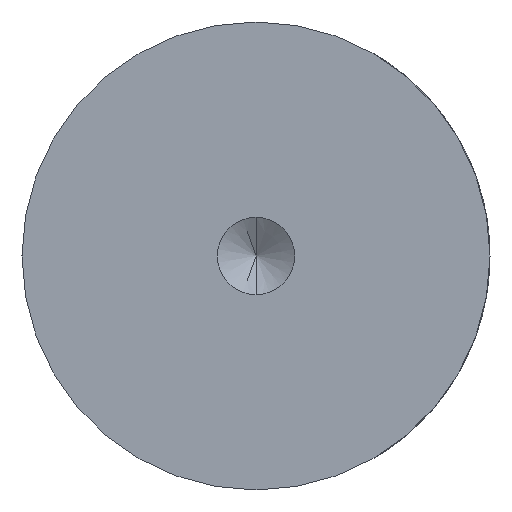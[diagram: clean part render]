
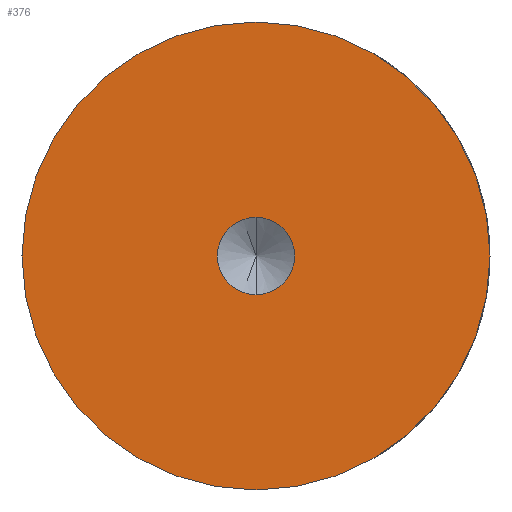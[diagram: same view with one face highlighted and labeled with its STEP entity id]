
A CAD part, front view. The second image highlights one B-rep face of the part: STEP entity #376.
In plain terms, the highlighted planar face has unit normal (0, -1, 0).
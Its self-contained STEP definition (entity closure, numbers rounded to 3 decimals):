
#1 = CARTESIAN_POINT ( 'NONE',  ( 0., 0., 0. ) ) ;
#43 = FACE_BOUND ( 'NONE', #396, .T. ) ;
#74 = CIRCLE ( 'NONE', #306, 1.65 ) ;
#108 = CARTESIAN_POINT ( 'NONE',  ( -10., 0., 0. ) ) ;
#112 = EDGE_LOOP ( 'NONE', ( #168, #831 ) ) ;
#118 = DIRECTION ( 'NONE',  ( 0., -1., 0. ) ) ;
#168 = ORIENTED_EDGE ( 'NONE', *, *, #409, .T. ) ;
#174 = ORIENTED_EDGE ( 'NONE', *, *, #326, .F. ) ;
#201 = CIRCLE ( 'NONE', #484, 10. ) ;
#206 = DIRECTION ( 'NONE',  ( 0., -1., 0. ) ) ;
#276 = CIRCLE ( 'NONE', #799, 1.65 ) ;
#306 = AXIS2_PLACEMENT_3D ( 'NONE', #582, #643, #650 ) ;
#325 = DIRECTION ( 'NONE',  ( 1., 0., 0. ) ) ;
#326 = EDGE_CURVE ( 'NONE', #565, #459, #276, .T. ) ;
#376 = ADVANCED_FACE ( 'NONE', ( #43, #690 ), #473, .T. ) ;
#387 = DIRECTION ( 'NONE',  ( 1., 0., 0. ) ) ;
#396 = EDGE_LOOP ( 'NONE', ( #746, #174 ) ) ;
#409 = EDGE_CURVE ( 'NONE', #692, #415, #507, .T. ) ;
#412 = CARTESIAN_POINT ( 'NONE',  ( 10., 0., 0. ) ) ;
#415 = VERTEX_POINT ( 'NONE', #108 ) ;
#459 = VERTEX_POINT ( 'NONE', #685 ) ;
#462 = CARTESIAN_POINT ( 'NONE',  ( 0., 0., 0. ) ) ;
#473 = PLANE ( 'NONE',  #570 ) ;
#481 = DIRECTION ( 'NONE',  ( 1., 0., 0. ) ) ;
#484 = AXIS2_PLACEMENT_3D ( 'NONE', #1, #206, #481 ) ;
#507 = CIRCLE ( 'NONE', #805, 10. ) ;
#565 = VERTEX_POINT ( 'NONE', #731 ) ;
#570 = AXIS2_PLACEMENT_3D ( 'NONE', #462, #761, #325 ) ;
#574 = DIRECTION ( 'NONE',  ( 0., -1., 0. ) ) ;
#582 = CARTESIAN_POINT ( 'NONE',  ( 0., 0., 0. ) ) ;
#627 = EDGE_CURVE ( 'NONE', #415, #692, #201, .T. ) ;
#643 = DIRECTION ( 'NONE',  ( 0., -1., 0. ) ) ;
#650 = DIRECTION ( 'NONE',  ( 0., 0., -1. ) ) ;
#685 = CARTESIAN_POINT ( 'NONE',  ( 0., 0., -1.65 ) ) ;
#690 = FACE_OUTER_BOUND ( 'NONE', #112, .T. ) ;
#692 = VERTEX_POINT ( 'NONE', #412 ) ;
#696 = CARTESIAN_POINT ( 'NONE',  ( 0., 0., 0. ) ) ;
#723 = DIRECTION ( 'NONE',  ( 0., 0., -1. ) ) ;
#731 = CARTESIAN_POINT ( 'NONE',  ( 0., 0., 1.65 ) ) ;
#743 = CARTESIAN_POINT ( 'NONE',  ( 0., 0., 0. ) ) ;
#746 = ORIENTED_EDGE ( 'NONE', *, *, #764, .F. ) ;
#761 = DIRECTION ( 'NONE',  ( 0., -1., 0. ) ) ;
#764 = EDGE_CURVE ( 'NONE', #459, #565, #74, .T. ) ;
#799 = AXIS2_PLACEMENT_3D ( 'NONE', #743, #574, #723 ) ;
#805 = AXIS2_PLACEMENT_3D ( 'NONE', #696, #118, #387 ) ;
#831 = ORIENTED_EDGE ( 'NONE', *, *, #627, .T. ) ;
